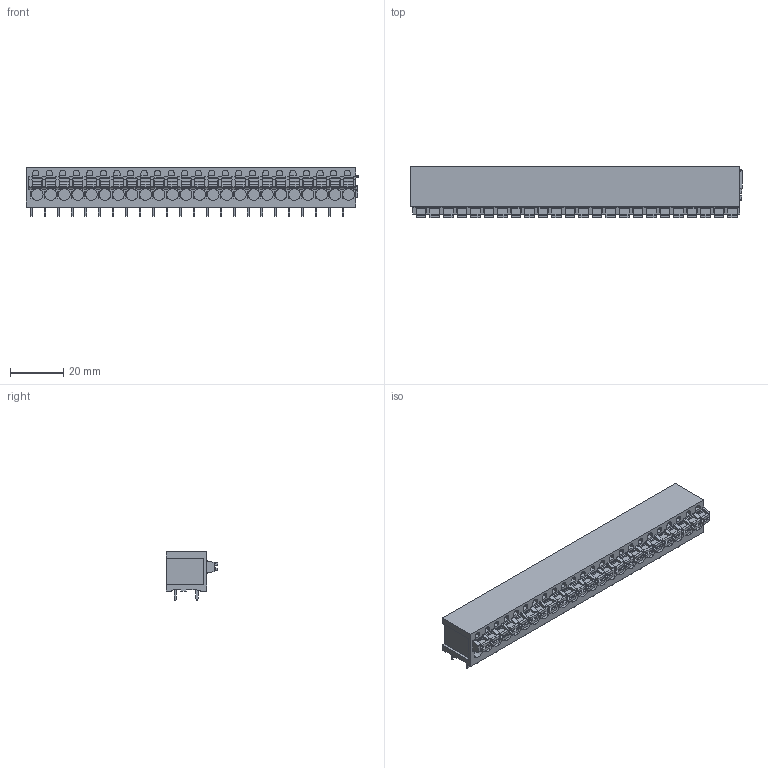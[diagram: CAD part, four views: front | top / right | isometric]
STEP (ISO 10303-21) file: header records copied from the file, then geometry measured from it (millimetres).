
FILE_DESCRIPTION(('CATIA V5 STEP Exchange','CAx-IF Rec.Pracs.--- Model Styling and Organization---1.2---2011-12-15'),'2;1');
FILE_NAME ('D1451119_0_1330950000_1330950000.stp','2018-09-06T17:46:46+00:00',('none'),('Weidmueller'),'CATIA Version 5-6 Release 2014','CATIA V5 STEP AP214','none');
FILE_SCHEMA(('AUTOMOTIVE_DESIGN { 1 0 10303 214 1 1 1 1 }'));
Length unit declared in the file: millimetre
Products named in the file (1): 1330950000
Bounding box: 124.57 x 19.2 x 18.3 mm (x, y, z)
Volume: 25896.2 mm3; surface area: 14918.4 mm2
Topology: 73 solids, 73 shells, 1598 faces, 4203 edges, 2802 vertices
Faces by surface type: plane 1243, cylinder 355
Entity records: 44281 total; most frequent: ORIENTED_EDGE 8406, CARTESIAN_POINT 8066, DIRECTION 5723, EDGE_CURVE 4203, VECTOR 3421, LINE 3421, VERTEX_POINT 2802, EDGE_LOOP 1649
